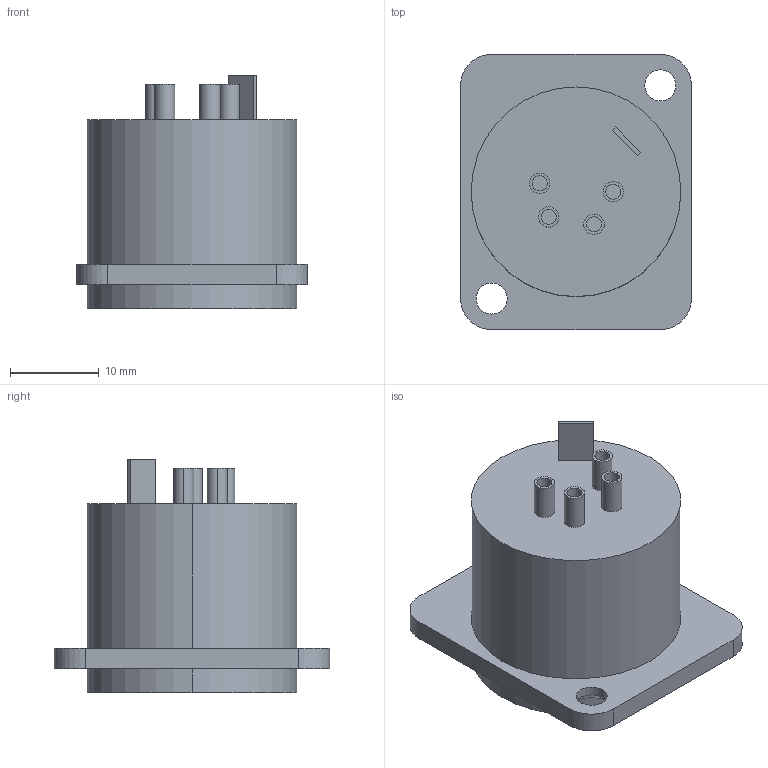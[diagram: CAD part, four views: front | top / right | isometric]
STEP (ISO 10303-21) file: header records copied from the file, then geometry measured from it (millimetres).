
FILE_DESCRIPTION((''),'2;1');
FILE_NAME('D-NC4MD-L-1','2008-11-04T',('odo'),(''),'PRO/ENGINEER BY PARAMETRIC TECHNOLOGY CORPORATION, 2007460','PRO/ENGINEER BY PARAMETRIC TECHNOLOGY CORPORATION, 2007460','');
FILE_SCHEMA(('CONFIG_CONTROL_DESIGN'));
Length unit declared in the file: millimetre
Products named in the file (1): D-NC4MD-L-1
Bounding box: 26 x 31 x 26.3 mm (x, y, z)
Volume: 7309 mm3; surface area: 4474.8 mm2
Topology: 1 solids, 1 shells, 68 faces, 146 edges, 96 vertices
Faces by surface type: cylinder 38, plane 26, cone 4
Entity records: 1924 total; most frequent: DIRECTION 362, CARTESIAN_POINT 310, ORIENTED_EDGE 292, AXIS2_PLACEMENT_3D 148, EDGE_CURVE 146, VERTEX_POINT 96, EDGE_LOOP 88, CIRCLE 80
